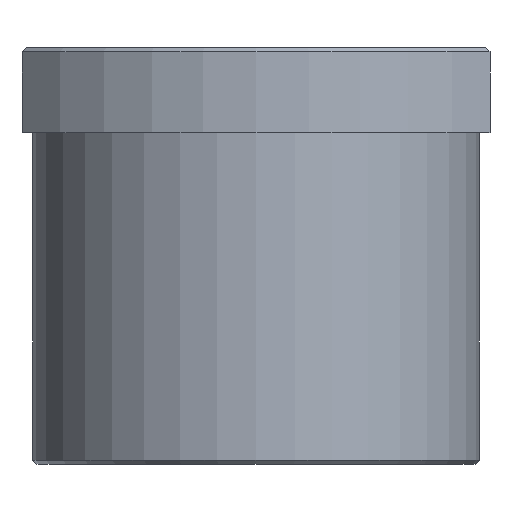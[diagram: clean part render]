
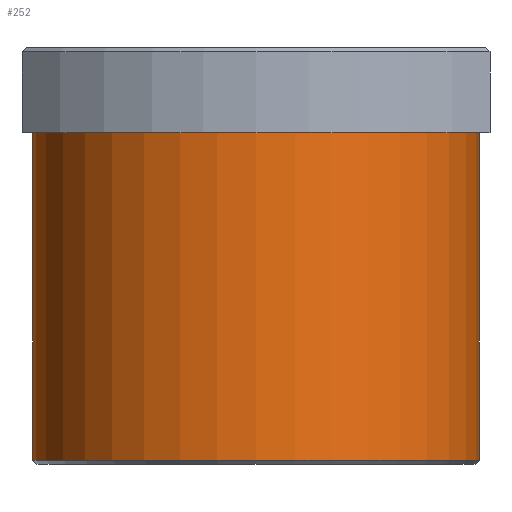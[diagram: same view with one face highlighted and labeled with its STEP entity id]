
A CAD part, front view. The second image highlights one B-rep face of the part: STEP entity #252.
In plain terms, the highlighted cylindrical face has radius 52.5 mm (diameter 105 mm), a full revolution.
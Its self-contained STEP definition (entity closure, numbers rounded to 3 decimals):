
#197=CYLINDRICAL_SURFACE('',#2464,52.5);
#211=CIRCLE('',#2462,52.5);
#212=CIRCLE('',#2463,52.5);
#252=ADVANCED_FACE('',(#651,#652),#197,.T.);
#651=FACE_BOUND('',#758,.T.);
#652=FACE_BOUND('',#759,.T.);
#758=EDGE_LOOP('',(#1027));
#759=EDGE_LOOP('',(#1028));
#1027=ORIENTED_EDGE('',*,*,#1881,.T.);
#1028=ORIENTED_EDGE('',*,*,#1882,.F.);
#1659=VERTEX_POINT('',#3491);
#1660=VERTEX_POINT('',#3493);
#1881=EDGE_CURVE('',#1659,#1659,#211,.T.);
#1882=EDGE_CURVE('',#1660,#1660,#212,.T.);
#2462=AXIS2_PLACEMENT_3D('',#3490,#2667,#2668);
#2463=AXIS2_PLACEMENT_3D('',#3492,#2669,#2670);
#2464=AXIS2_PLACEMENT_3D('',#3494,#2671,#2672);
#2667=DIRECTION('',(0.,0.,1.));
#2668=DIRECTION('',(-1.,0.,0.));
#2669=DIRECTION('',(0.,0.,1.));
#2670=DIRECTION('',(1.,0.,0.));
#2671=DIRECTION('',(0.,0.,-1.));
#2672=DIRECTION('',(-1.,0.,0.));
#3490=CARTESIAN_POINT('',(0.,0.,-97.));
#3491=CARTESIAN_POINT('',(-52.5,0.,-97.));
#3492=CARTESIAN_POINT('',(0.,0.,-20.));
#3493=CARTESIAN_POINT('',(52.5,0.,-20.));
#3494=CARTESIAN_POINT('',(0.,0.,0.));
